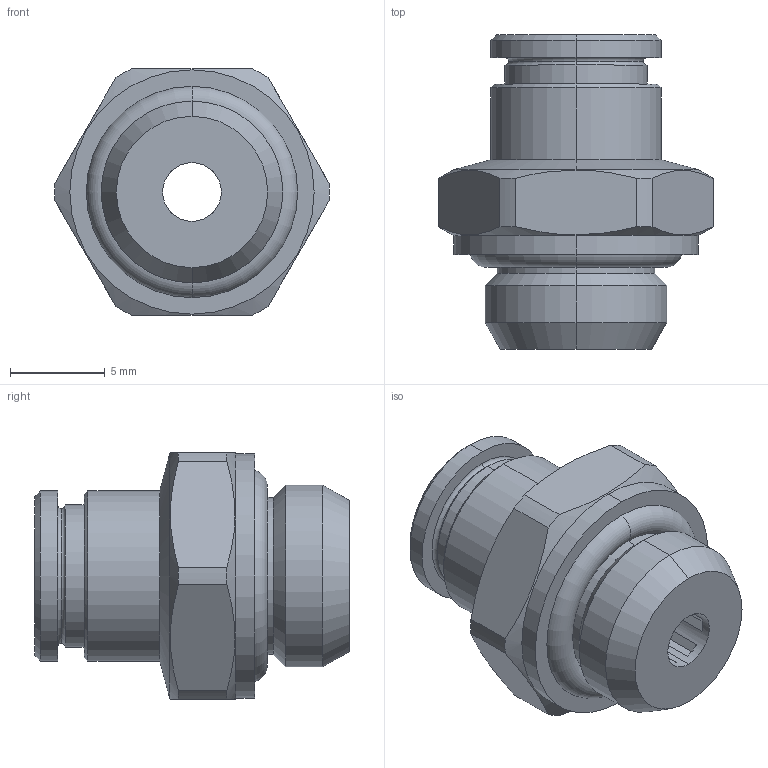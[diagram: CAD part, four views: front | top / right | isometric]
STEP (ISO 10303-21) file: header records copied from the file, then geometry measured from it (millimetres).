
FILE_DESCRIPTION (( 'STEP AP203' ), '1' );
FILE_NAME ('X0020011.STEP', '2010-09-21T08:54:18', ( '' ), ( 'sopra-pneumatic' ), 'SwSTEP 2.0', 'SolidWorks 2009', '' );
FILE_SCHEMA (( 'CONFIG_CONTROL_DESIGN' ));
Length unit declared in the file: millimetre
Products named in the file (1): X0020011
Bounding box: 14.5 x 16.6 x 13 mm (x, y, z)
Volume: 1211 mm3; surface area: 1030 mm2
Topology: 1 solids, 1 shells, 73 faces, 178 edges, 110 vertices
Faces by surface type: plane 29, cylinder 22, cone 16, torus 6
Entity records: 2297 total; most frequent: CARTESIAN_POINT 494, DIRECTION 374, ORIENTED_EDGE 356, EDGE_CURVE 178, AXIS2_PLACEMENT_3D 150, VERTEX_POINT 110, EDGE_LOOP 78, CIRCLE 76
